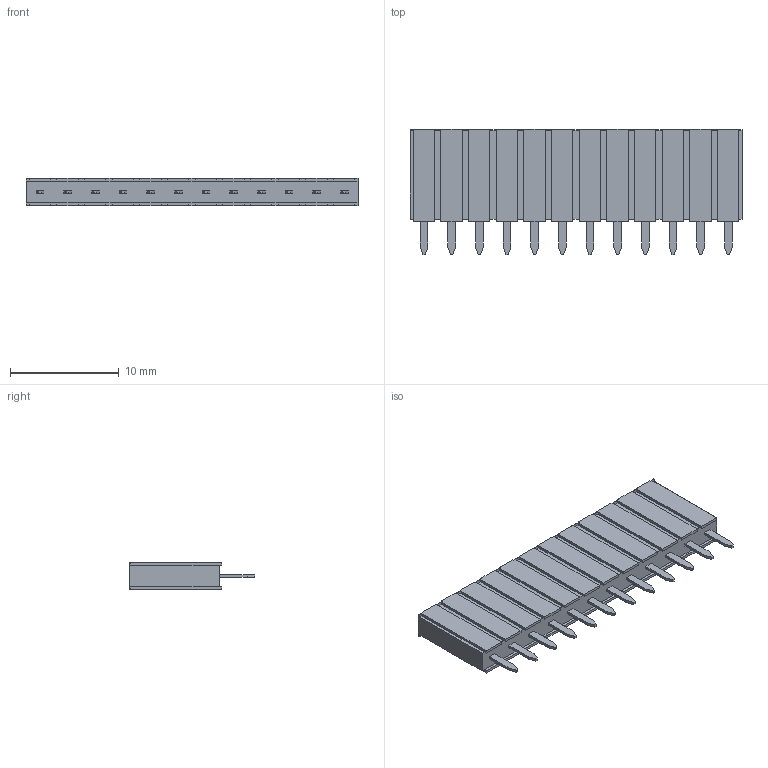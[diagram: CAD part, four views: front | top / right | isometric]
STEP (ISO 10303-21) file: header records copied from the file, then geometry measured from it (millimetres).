
FILE_DESCRIPTION(/* description */ (''),/* implementation_level */ '2;1');
FILE_NAME(/* name */ 'FHU-1x12.step',/* time_stamp */ '2022-02-09T09:41:17+09:00',/* author */ (''),/* organization */ (''),/* preprocessor_version */ 'ST-DEVELOPER v18.1',/* originating_system */ 'Autodesk Translation Framework v10.13.0.1454',/* authorisation */ '');
FILE_SCHEMA (('AUTOMOTIVE_DESIGN { 1 0 10303 214 3 1 1 }'));
Length unit declared in the file: millimetre
Products named in the file (1): FHUシリーズ
Bounding box: 30.48 x 11.5 x 2.5 mm (x, y, z)
Volume: 524.4 mm3; surface area: 1218.8 mm2
Topology: 13 solids, 13 shells, 430 faces, 1080 edges, 688 vertices
Faces by surface type: plane 430
Entity records: 12491 total; most frequent: CARTESIAN_POINT 2199, ORIENTED_EDGE 2160, DIRECTION 1942, LINE 1080, VECTOR 1080, EDGE_CURVE 1080, VERTEX_POINT 688, EDGE_LOOP 442
